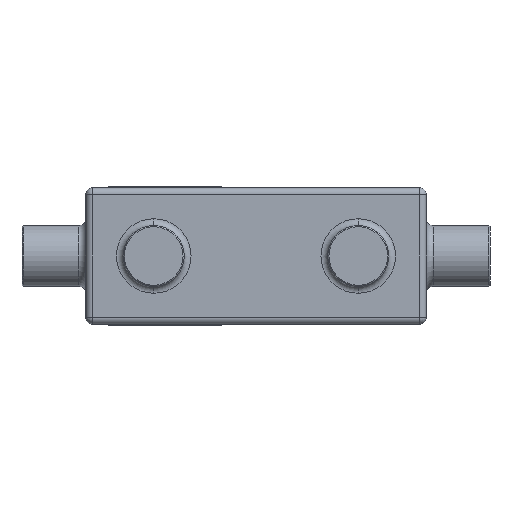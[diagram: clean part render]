
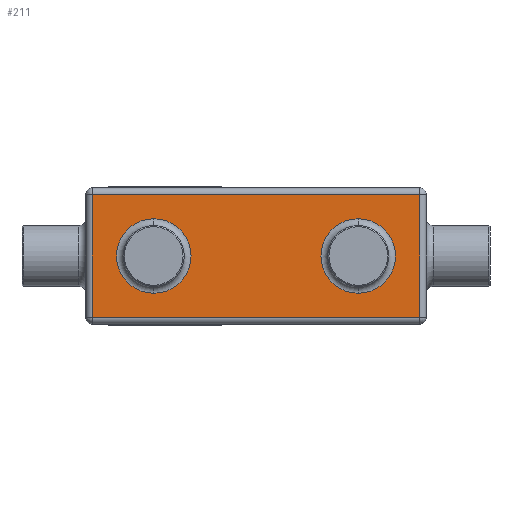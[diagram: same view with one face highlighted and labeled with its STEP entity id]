
A CAD part, front view. The second image highlights one B-rep face of the part: STEP entity #211.
In plain terms, the highlighted planar face has unit normal (0, -1, 0).
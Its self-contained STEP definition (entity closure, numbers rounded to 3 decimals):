
#158 = AXIS2_PLACEMENT_3D ( 'NONE', #12908, #4256, #16417 ) ;
#211 = ADVANCED_FACE ( 'NONE', ( #10732, #1763, #19788 ), #725, .T. ) ;
#276 = ORIENTED_EDGE ( 'NONE', *, *, #5350, .T. ) ;
#496 = AXIS2_PLACEMENT_3D ( 'NONE', #15438, #10306, #5168 ) ;
#574 = CARTESIAN_POINT ( 'NONE',  ( -45., -65., 0. ) ) ;
#725 = PLANE ( 'NONE',  #158 ) ;
#747 = DIRECTION ( 'NONE',  ( 0., 0., -1. ) ) ;
#1093 = ORIENTED_EDGE ( 'NONE', *, *, #3443, .T. ) ;
#1558 = EDGE_CURVE ( 'NONE', #11151, #10813, #10513, .T. ) ;
#1638 = DIRECTION ( 'NONE',  ( 0., 0., -1. ) ) ;
#1763 = FACE_BOUND ( 'NONE', #8356, .T. ) ;
#2466 = CIRCLE ( 'NONE', #10657, 16.4 ) ;
#2547 = CARTESIAN_POINT ( 'NONE',  ( 72., -65., -27. ) ) ;
#2867 = DIRECTION ( 'NONE',  ( 0., 0., -1. ) ) ;
#3443 = EDGE_CURVE ( 'NONE', #4059, #17363, #13455, .T. ) ;
#4059 = VERTEX_POINT ( 'NONE', #21524 ) ;
#4106 = DIRECTION ( 'NONE',  ( 0., 1., 0. ) ) ;
#4256 = DIRECTION ( 'NONE',  ( 0., -1., 0. ) ) ;
#4523 = CIRCLE ( 'NONE', #8294, 16.4 ) ;
#5012 = ORIENTED_EDGE ( 'NONE', *, *, #6490, .T. ) ;
#5168 = DIRECTION ( 'NONE',  ( 0., 0., -1. ) ) ;
#5350 = EDGE_CURVE ( 'NONE', #18840, #5711, #21631, .T. ) ;
#5434 = VECTOR ( 'NONE', #21766, 1000. ) ;
#5711 = VERTEX_POINT ( 'NONE', #21951 ) ;
#5778 = CARTESIAN_POINT ( 'NONE',  ( -72., -65., 27. ) ) ;
#5941 = VECTOR ( 'NONE', #2867, 1000. ) ;
#6328 = DIRECTION ( 'NONE',  ( -1., 0., 0. ) ) ;
#6490 = EDGE_CURVE ( 'NONE', #17363, #4059, #10295, .T. ) ;
#6629 = CARTESIAN_POINT ( 'NONE',  ( 72., -65., -30. ) ) ;
#6814 = EDGE_CURVE ( 'NONE', #10813, #18840, #14680, .T. ) ;
#7336 = VERTEX_POINT ( 'NONE', #11177 ) ;
#7387 = EDGE_LOOP ( 'NONE', ( #15413, #14638 ) ) ;
#7470 = EDGE_LOOP ( 'NONE', ( #22437, #17337, #276, #13192 ) ) ;
#7668 = DIRECTION ( 'NONE',  ( 0., 1., 0. ) ) ;
#8294 = AXIS2_PLACEMENT_3D ( 'NONE', #12856, #7668, #747 ) ;
#8356 = EDGE_LOOP ( 'NONE', ( #1093, #5012 ) ) ;
#8357 = DIRECTION ( 'NONE',  ( 0., 0., 1. ) ) ;
#9497 = EDGE_CURVE ( 'NONE', #5711, #11151, #10914, .T. ) ;
#10295 = CIRCLE ( 'NONE', #11012, 16.4 ) ;
#10306 = DIRECTION ( 'NONE',  ( 0., 1., 0. ) ) ;
#10331 = EDGE_CURVE ( 'NONE', #7336, #11569, #2466, .T. ) ;
#10513 = LINE ( 'NONE', #11512, #5941 ) ;
#10657 = AXIS2_PLACEMENT_3D ( 'NONE', #574, #4106, #16281 ) ;
#10732 = FACE_BOUND ( 'NONE', #7387, .T. ) ;
#10813 = VERTEX_POINT ( 'NONE', #16481 ) ;
#10914 = LINE ( 'NONE', #18673, #14763 ) ;
#11012 = AXIS2_PLACEMENT_3D ( 'NONE', #11889, #22536, #1638 ) ;
#11151 = VERTEX_POINT ( 'NONE', #5778 ) ;
#11177 = CARTESIAN_POINT ( 'NONE',  ( -45., -65., 16.4 ) ) ;
#11512 = CARTESIAN_POINT ( 'NONE',  ( -72., -65., -30. ) ) ;
#11569 = VERTEX_POINT ( 'NONE', #15730 ) ;
#11794 = CARTESIAN_POINT ( 'NONE',  ( 45., -65., 16.4 ) ) ;
#11889 = CARTESIAN_POINT ( 'NONE',  ( 45., -65., 0. ) ) ;
#12856 = CARTESIAN_POINT ( 'NONE',  ( -45., -65., 0. ) ) ;
#12908 = CARTESIAN_POINT ( 'NONE',  ( -75., -65., -30. ) ) ;
#13129 = CARTESIAN_POINT ( 'NONE',  ( -75., -65., -27. ) ) ;
#13192 = ORIENTED_EDGE ( 'NONE', *, *, #9497, .T. ) ;
#13455 = CIRCLE ( 'NONE', #496, 16.4 ) ;
#14638 = ORIENTED_EDGE ( 'NONE', *, *, #10331, .T. ) ;
#14680 = LINE ( 'NONE', #13129, #5434 ) ;
#14763 = VECTOR ( 'NONE', #6328, 1000. ) ;
#15413 = ORIENTED_EDGE ( 'NONE', *, *, #20867, .T. ) ;
#15438 = CARTESIAN_POINT ( 'NONE',  ( 45., -65., 0. ) ) ;
#15730 = CARTESIAN_POINT ( 'NONE',  ( -45., -65., -16.4 ) ) ;
#16281 = DIRECTION ( 'NONE',  ( 0., 0., -1. ) ) ;
#16417 = DIRECTION ( 'NONE',  ( 0., 0., -1. ) ) ;
#16481 = CARTESIAN_POINT ( 'NONE',  ( -72., -65., -27. ) ) ;
#17337 = ORIENTED_EDGE ( 'NONE', *, *, #6814, .T. ) ;
#17363 = VERTEX_POINT ( 'NONE', #11794 ) ;
#18673 = CARTESIAN_POINT ( 'NONE',  ( -75., -65., 27. ) ) ;
#18840 = VERTEX_POINT ( 'NONE', #2547 ) ;
#19788 = FACE_OUTER_BOUND ( 'NONE', #7470, .T. ) ;
#20867 = EDGE_CURVE ( 'NONE', #11569, #7336, #4523, .T. ) ;
#21524 = CARTESIAN_POINT ( 'NONE',  ( 45., -65., -16.4 ) ) ;
#21631 = LINE ( 'NONE', #6629, #22436 ) ;
#21766 = DIRECTION ( 'NONE',  ( 1., 0., 0. ) ) ;
#21951 = CARTESIAN_POINT ( 'NONE',  ( 72., -65., 27. ) ) ;
#22436 = VECTOR ( 'NONE', #8357, 1000. ) ;
#22437 = ORIENTED_EDGE ( 'NONE', *, *, #1558, .T. ) ;
#22536 = DIRECTION ( 'NONE',  ( 0., 1., 0. ) ) ;
